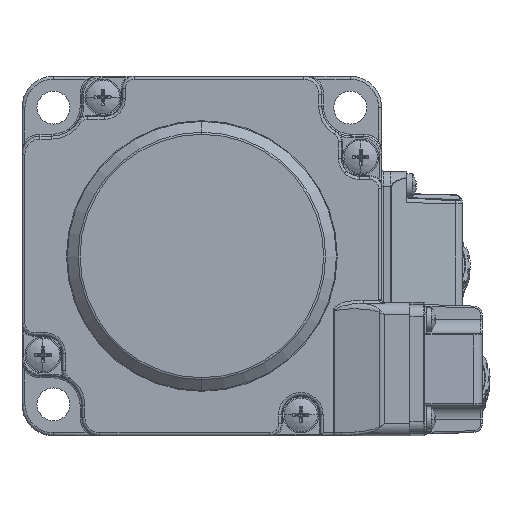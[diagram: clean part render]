
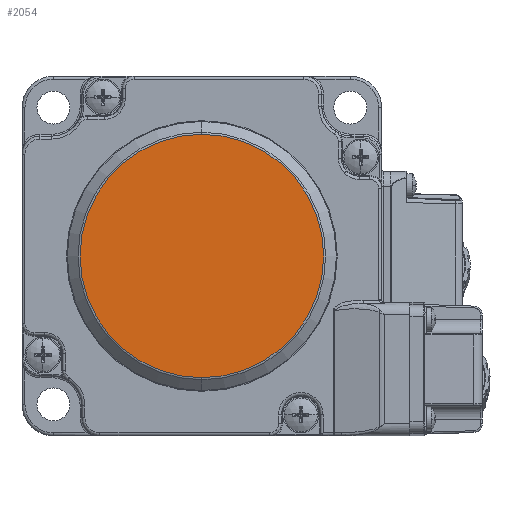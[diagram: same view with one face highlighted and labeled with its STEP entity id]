
A CAD part, front view. The second image highlights one B-rep face of the part: STEP entity #2054.
In plain terms, the highlighted planar face has unit normal (0, -1, 0).
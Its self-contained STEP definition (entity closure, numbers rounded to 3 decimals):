
#590 = DIRECTION ( 'NONE',  ( 0., -1., 0. ) ) ;
#2054 = ADVANCED_FACE ( 'NONE', ( #37646 ), #15468, .T. ) ;
#3411 = CARTESIAN_POINT ( 'NONE',  ( 0., -54.7, 0. ) ) ;
#6668 = DIRECTION ( 'NONE',  ( 0., 0., -1. ) ) ;
#7416 = ORIENTED_EDGE ( 'NONE', *, *, #56439, .T. ) ;
#7445 = CIRCLE ( 'NONE', #47594, 20.308 ) ;
#11069 = DIRECTION ( 'NONE',  ( 0., -1., 0. ) ) ;
#12398 = EDGE_CURVE ( 'NONE', #45619, #24540, #33399, .T. ) ;
#13308 = AXIS2_PLACEMENT_3D ( 'NONE', #33262, #11069, #6668 ) ;
#15468 = PLANE ( 'NONE',  #13308 ) ;
#22857 = CARTESIAN_POINT ( 'NONE',  ( 0., -54.7, 0. ) ) ;
#24540 = VERTEX_POINT ( 'NONE', #45936 ) ;
#27381 = EDGE_LOOP ( 'NONE', ( #7416, #44950 ) ) ;
#33262 = CARTESIAN_POINT ( 'NONE',  ( 0., -54.7, 0. ) ) ;
#33399 = CIRCLE ( 'NONE', #43681, 20.308 ) ;
#37646 = FACE_OUTER_BOUND ( 'NONE', #27381, .T. ) ;
#43188 = DIRECTION ( 'NONE',  ( 0., 0., -1. ) ) ;
#43681 = AXIS2_PLACEMENT_3D ( 'NONE', #22857, #590, #54417 ) ;
#44950 = ORIENTED_EDGE ( 'NONE', *, *, #12398, .T. ) ;
#45619 = VERTEX_POINT ( 'NONE', #55187 ) ;
#45936 = CARTESIAN_POINT ( 'NONE',  ( 0., -54.7, -20.308 ) ) ;
#47594 = AXIS2_PLACEMENT_3D ( 'NONE', #3411, #52558, #43188 ) ;
#52558 = DIRECTION ( 'NONE',  ( 0., -1., 0. ) ) ;
#54417 = DIRECTION ( 'NONE',  ( 0., 0., -1. ) ) ;
#55187 = CARTESIAN_POINT ( 'NONE',  ( 0., -54.7, 20.308 ) ) ;
#56439 = EDGE_CURVE ( 'NONE', #24540, #45619, #7445, .T. ) ;
